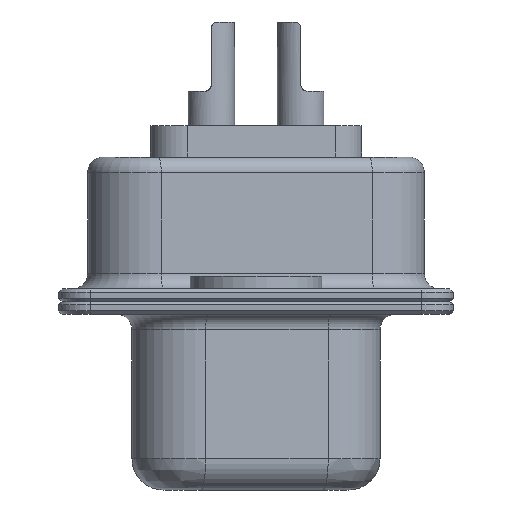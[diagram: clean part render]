
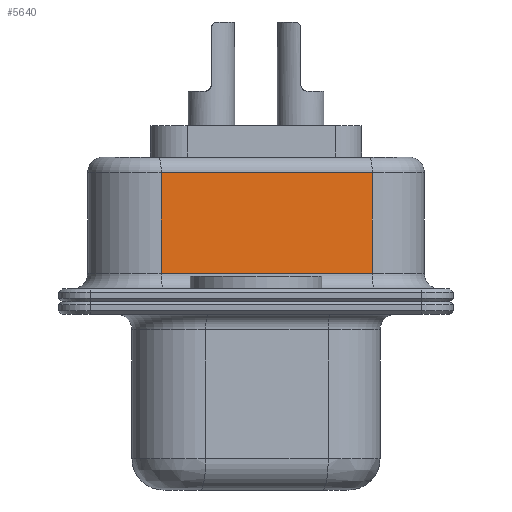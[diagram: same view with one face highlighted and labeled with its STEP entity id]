
A CAD part, left-side view. The second image highlights one B-rep face of the part: STEP entity #5640.
In plain terms, the highlighted planar face has unit normal (-0.985, -0.171, 0).
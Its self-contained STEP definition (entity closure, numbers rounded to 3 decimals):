
#143=PLANE('',#6114);
#359=LINE('',#9542,#744);
#362=LINE('',#9549,#747);
#363=LINE('',#9560,#748);
#365=LINE('',#9569,#750);
#744=VECTOR('',#7071,10.);
#747=VECTOR('',#7078,10.);
#748=VECTOR('',#7091,10.);
#750=VECTOR('',#7103,10.);
#1272=FACE_OUTER_BOUND('',#1617,.T.);
#1617=EDGE_LOOP('',(#4224,#4225,#4226,#4227));
#2504=VERTEX_POINT('',#9525);
#2507=VERTEX_POINT('',#9533);
#2512=VERTEX_POINT('',#9547);
#2515=VERTEX_POINT('',#9557);
#3122=EDGE_CURVE('',#2507,#2504,#359,.T.);
#3126=EDGE_CURVE('',#2512,#2504,#362,.T.);
#3131=EDGE_CURVE('',#2512,#2515,#363,.T.);
#3136=EDGE_CURVE('',#2515,#2507,#365,.T.);
#4224=ORIENTED_EDGE('',*,*,#3122,.T.);
#4225=ORIENTED_EDGE('',*,*,#3126,.F.);
#4226=ORIENTED_EDGE('',*,*,#3131,.T.);
#4227=ORIENTED_EDGE('',*,*,#3136,.T.);
#5640=ADVANCED_FACE('',(#1272),#143,.F.);
#6114=AXIS2_PLACEMENT_3D('',#9571,#7105,#7106);
#7071=DIRECTION('',(-0.171,0.985,0.));
#7078=DIRECTION('',(0.,0.,1.));
#7091=DIRECTION('',(0.171,-0.985,0.));
#7103=DIRECTION('',(0.,0.,1.));
#7105=DIRECTION('center_axis',(0.985,0.171,0.));
#7106=DIRECTION('ref_axis',(-0.171,0.985,0.));
#9525=CARTESIAN_POINT('',(-17.916,3.019,4.5));
#9533=CARTESIAN_POINT('',(-16.753,-3.701,4.5));
#9542=CARTESIAN_POINT('',(-16.795,-3.46,4.5));
#9547=CARTESIAN_POINT('',(-17.916,3.019,1.3));
#9549=CARTESIAN_POINT('',(-17.916,3.019,0.8));
#9557=CARTESIAN_POINT('',(-16.753,-3.701,1.3));
#9560=CARTESIAN_POINT('',(-16.798,-3.444,1.3));
#9569=CARTESIAN_POINT('',(-16.753,-3.701,0.8));
#9571=CARTESIAN_POINT('Origin',(-16.466,-5.36,0.8));
